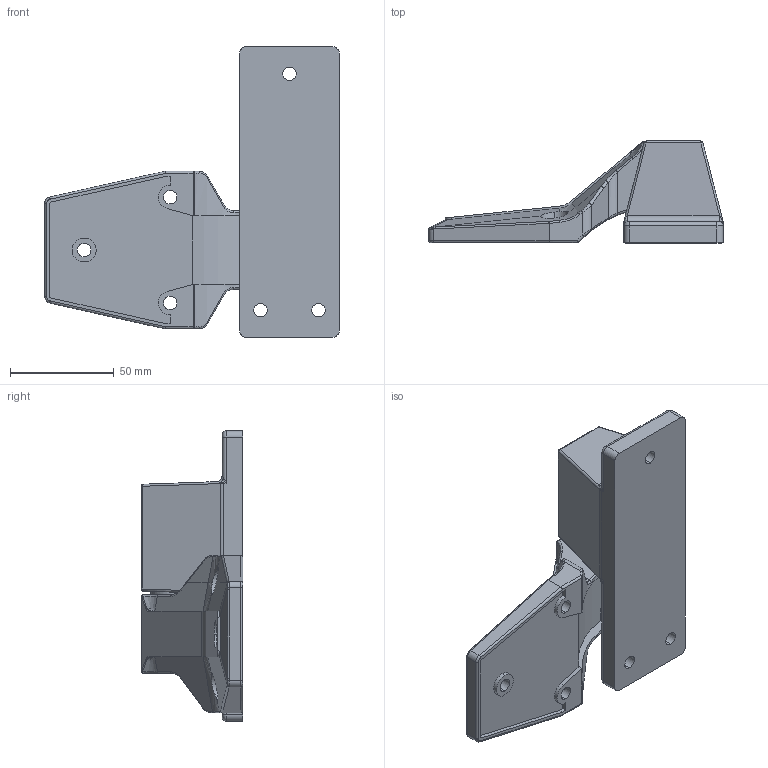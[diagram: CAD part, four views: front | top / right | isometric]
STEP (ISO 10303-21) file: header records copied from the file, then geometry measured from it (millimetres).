
FILE_DESCRIPTION (( 'STEP AP203' ), '1' );
FILE_NAME ('sone3D.STEP', '2016-06-28T05:19:37', ( '' ), ( '' ), 'SwSTEP 2.0', 'SolidWorks 2014', '' );
FILE_SCHEMA (( 'CONFIG_CONTROL_DESIGN' ));
Length unit declared in the file: millimetre
Products named in the file (3): FB-602僸儞僕a__FB-602-1; FB-602ヒンジb_; sone3D
Assembly tree (2 placements, depth 2):
  sone3D
    FB-602僸儞僕a__FB-602-1
    FB-602ヒンジb_
Bounding box: 142 x 49 x 140 mm (x, y, z)
Volume: 254864.7 mm3; surface area: 49081.1 mm2
Topology: 2 solids, 4 shells, 277 faces, 685 edges, 403 vertices
Faces by surface type: cylinder 116, plane 63, bspline 55, cone 18, torus 13, sphere 12
Entity records: 10184 total; most frequent: CARTESIAN_POINT 3819, ORIENTED_EDGE 1338, DIRECTION 1209, EDGE_CURVE 669, AXIS2_PLACEMENT_3D 467, VERTEX_POINT 403, EDGE_LOOP 296, ADVANCED_FACE 277
